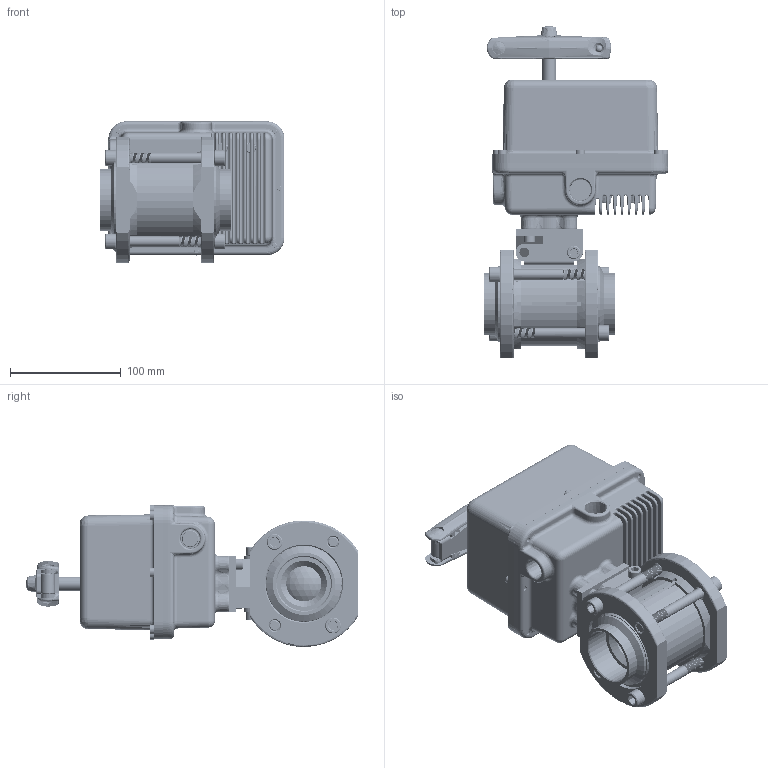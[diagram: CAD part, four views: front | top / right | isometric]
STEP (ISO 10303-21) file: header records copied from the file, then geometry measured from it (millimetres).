
FILE_DESCRIPTION (( 'STEP AP203' ), '1' );
FILE_NAME ('22XXSWS600.step', '2018-03-15T17:21:12', ( '' ), ( '' ), 'SwSTEP 2.0', 'SolidWorks 2017', '' );
FILE_SCHEMA (( 'CONFIG_CONTROL_DESIGN' ));
Length unit declared in the file: inch
Products named in the file (1): 22XXSWS600
Bounding box: 166.71 x 299.25 x 128.05 mm (x, y, z)
Volume: 1076675.4 mm3; surface area: 425275.9 mm2
Topology: 36 solids, 36 shells, 3943 faces, 9791 edges, 5966 vertices
Faces by surface type: cylinder 1391, cone 1035, plane 872, bspline 456, torus 139, sphere 50
Entity records: 167792 total; most frequent: CARTESIAN_POINT 81348, ORIENTED_EDGE 19428, DIRECTION 16822, EDGE_CURVE 9714, AXIS2_PLACEMENT_3D 6428, VERTEX_POINT 5959, EDGE_LOOP 4177, LINE 3966
